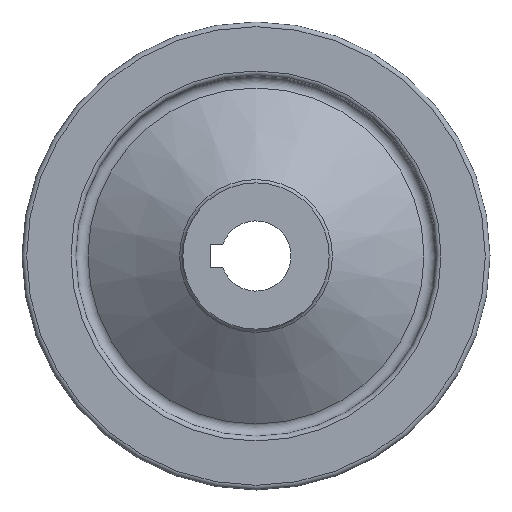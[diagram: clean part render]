
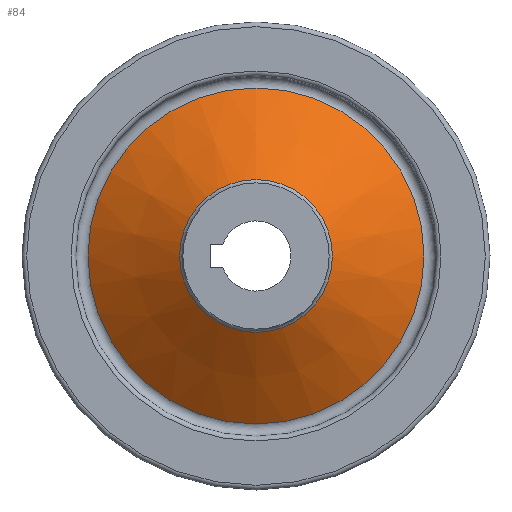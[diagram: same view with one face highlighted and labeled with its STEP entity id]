
A CAD part, left-side view. The second image highlights one B-rep face of the part: STEP entity #84.
In plain terms, the highlighted conical face has half-angle 54.745 degrees and reference radius 13.064 mm.
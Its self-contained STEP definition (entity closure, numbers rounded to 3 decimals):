
#84 = ADVANCED_FACE( '', ( #179, #180 ), #181, .T. );
#179 = FACE_OUTER_BOUND( '', #270, .T. );
#180 = FACE_BOUND( '', #271, .T. );
#181 = CONICAL_SURFACE( '', #272, 13.064, 0.955 );
#270 = EDGE_LOOP( '', ( #408 ) );
#271 = EDGE_LOOP( '', ( #409 ) );
#272 = AXIS2_PLACEMENT_3D( '', #410, #411, #412 );
#408 = ORIENTED_EDGE( '', *, *, #467, .F. );
#409 = ORIENTED_EDGE( '', *, *, #465, .T. );
#410 = CARTESIAN_POINT( '', ( 9.753, 0., 0. ) );
#411 = DIRECTION( '', ( 1., 0., 0. ) );
#412 = DIRECTION( '', ( 0., 0., -1. ) );
#465 = EDGE_CURVE( '', #538, #538, #539, .T. );
#467 = EDGE_CURVE( '', #541, #541, #542, .T. );
#538 = VERTEX_POINT( '', #621 );
#539 = CIRCLE( '', #622, 13.064 );
#541 = VERTEX_POINT( '', #624 );
#542 = CIRCLE( '', #625, 28.717 );
#621 = CARTESIAN_POINT( '', ( 9.753, 0., -13.064 ) );
#622 = AXIS2_PLACEMENT_3D( '', #699, #700, #701 );
#624 = CARTESIAN_POINT( '', ( 20.818, 0., -28.717 ) );
#625 = AXIS2_PLACEMENT_3D( '', #702, #703, #704 );
#699 = CARTESIAN_POINT( '', ( 9.753, 0., 0. ) );
#700 = DIRECTION( '', ( 1., 0., 0. ) );
#701 = DIRECTION( '', ( 0., 0., -1. ) );
#702 = CARTESIAN_POINT( '', ( 20.818, 0., 0. ) );
#703 = DIRECTION( '', ( 1., 0., 0. ) );
#704 = DIRECTION( '', ( 0., 0., -1. ) );
